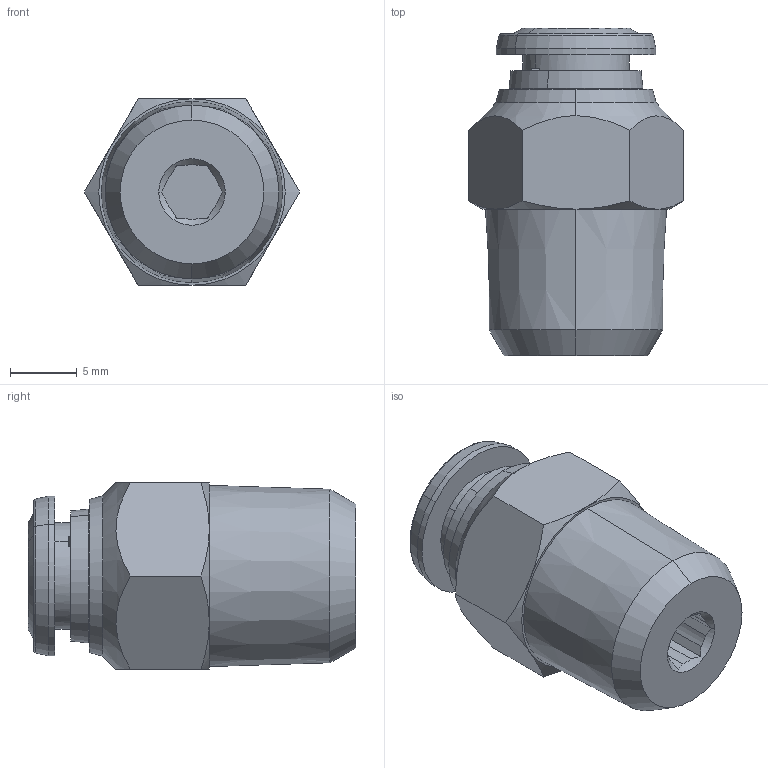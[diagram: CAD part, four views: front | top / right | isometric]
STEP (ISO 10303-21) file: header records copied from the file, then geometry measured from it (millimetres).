
FILE_DESCRIPTION (( 'STEP AP214' ), '1' );
FILE_NAME ('6000000004.step', '2012-10-16T16:30:16', ( '' ), ( '' ), 'SwSTEP 2.0', 'SolidWorks 2012', '' );
FILE_SCHEMA (( 'AUTOMOTIVE_DESIGN' ));
Length unit declared in the file: millimetre
Products named in the file (1): 6000000004
Bounding box: 16.17 x 24.6 x 14 mm (x, y, z)
Volume: 3022.2 mm3; surface area: 1610.4 mm2
Topology: 1 solids, 1 shells, 79 faces, 192 edges, 120 vertices
Faces by surface type: plane 33, cone 28, cylinder 14, torus 4
Entity records: 3351 total; most frequent: CARTESIAN_POINT 584, DIRECTION 398, ORIENTED_EDGE 384, EDGE_CURVE 192, AXIS2_PLACEMENT_3D 158, VERTEX_POINT 120, EDGE_LOOP 88, LINE 82
